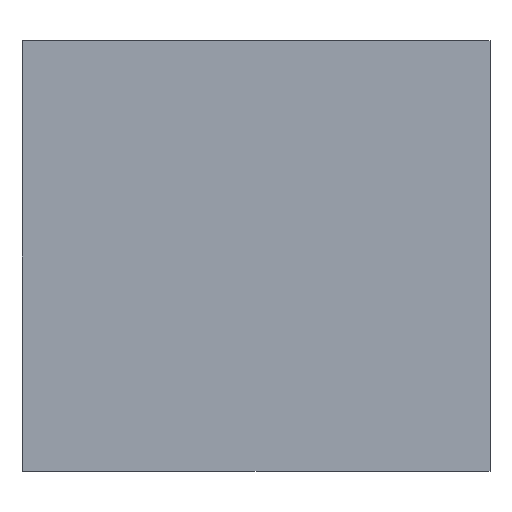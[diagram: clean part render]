
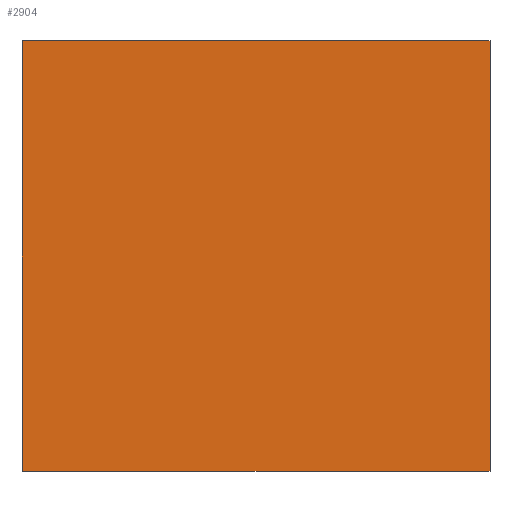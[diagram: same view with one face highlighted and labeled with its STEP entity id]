
A CAD part, left-side view. The second image highlights one B-rep face of the part: STEP entity #2904.
In plain terms, the highlighted planar face has unit normal (-1, 0, 0).
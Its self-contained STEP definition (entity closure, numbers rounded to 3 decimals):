
#542=ORIENTED_EDGE('',*,*,#1177,.T.);
#543=ORIENTED_EDGE('',*,*,#1166,.T.);
#544=ORIENTED_EDGE('',*,*,#1178,.T.);
#545=ORIENTED_EDGE('',*,*,#1171,.T.);
#1166=EDGE_CURVE('',#1527,#1526,#1850,.T.);
#1171=EDGE_CURVE('',#1530,#1529,#1855,.T.);
#1177=EDGE_CURVE('',#1529,#1527,#1861,.T.);
#1178=EDGE_CURVE('',#1526,#1530,#1862,.T.);
#1526=VERTEX_POINT('',#4917);
#1527=VERTEX_POINT('',#4919);
#1529=VERTEX_POINT('',#4926);
#1530=VERTEX_POINT('',#4928);
#1850=LINE('',#4918,#2224);
#1855=LINE('',#4927,#2229);
#1861=LINE('',#4939,#2235);
#1862=LINE('',#4941,#2236);
#2224=VECTOR('',#4092,1000.);
#2229=VECTOR('',#4099,1000.);
#2235=VECTOR('',#4113,1000.);
#2236=VECTOR('',#4116,1000.);
#2490=EDGE_LOOP('',(#542,#543,#544,#545));
#2638=FACE_BOUND('',#2490,.T.);
#2771=PLANE('',#3626);
#2904=ADVANCED_FACE('',(#2638),#2771,.T.);
#3626=AXIS2_PLACEMENT_3D('',#4942,#4117,#4118);
#4092=DIRECTION('',(0.,-1.,0.));
#4099=DIRECTION('',(0.,1.,0.));
#4113=DIRECTION('',(0.,0.,-1.));
#4116=DIRECTION('',(0.,0.,1.));
#4117=DIRECTION('',(-1.,0.,0.));
#4118=DIRECTION('',(0.,-1.,0.));
#4917=CARTESIAN_POINT('',(0.,-1.25,-1.15));
#4918=CARTESIAN_POINT('',(0.,1.25,-1.15));
#4919=CARTESIAN_POINT('',(0.,1.25,-1.15));
#4926=CARTESIAN_POINT('',(0.,1.25,1.15));
#4927=CARTESIAN_POINT('',(0.,-1.25,1.15));
#4928=CARTESIAN_POINT('',(0.,-1.25,1.15));
#4939=CARTESIAN_POINT('',(0.,1.25,1.15));
#4941=CARTESIAN_POINT('',(0.,-1.25,-1.15));
#4942=CARTESIAN_POINT('',(0.,0.,0.));
